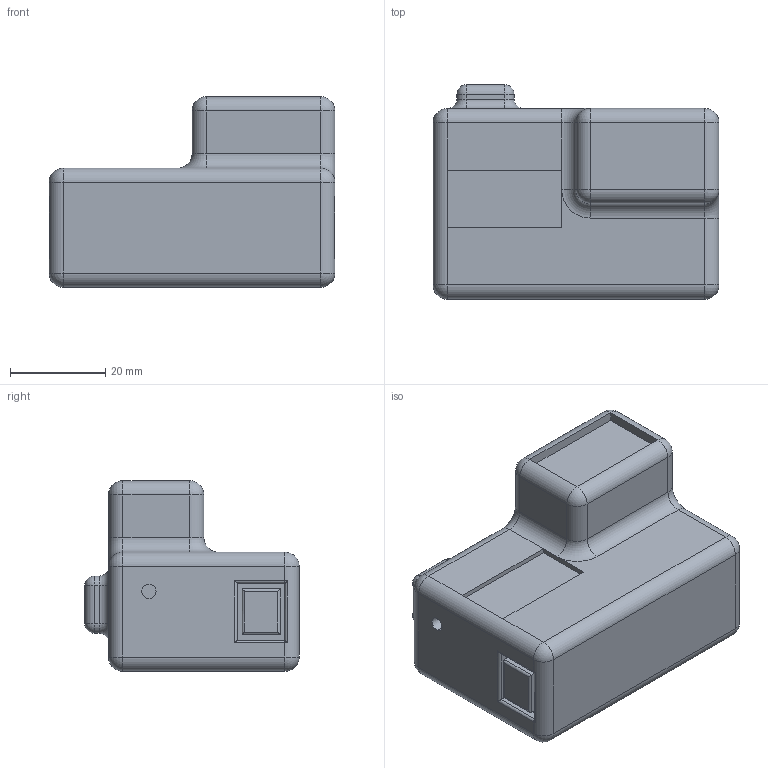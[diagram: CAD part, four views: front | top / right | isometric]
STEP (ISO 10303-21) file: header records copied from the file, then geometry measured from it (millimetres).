
FILE_DESCRIPTION (( 'STEP AP203' ), '1' );
FILE_NAME ('camera.STEP', '2019-06-03T11:39:18', ( '' ), ( '' ), 'SwSTEP 2.0', 'SolidWorks 2018', '' );
FILE_SCHEMA (( 'CONFIG_CONTROL_DESIGN' ));
Length unit declared in the file: millimetre
Products named in the file (1): camera
Bounding box: 60 x 45 x 40 mm (x, y, z)
Volume: 67251.7 mm3; surface area: 11478.8 mm2
Topology: 1 solids, 1 shells, 123 faces, 282 edges, 149 vertices
Faces by surface type: cylinder 51, plane 46, sphere 15, torus 11
Entity records: 3355 total; most frequent: CARTESIAN_POINT 604, DIRECTION 592, ORIENTED_EDGE 534, EDGE_CURVE 267, AXIS2_PLACEMENT_3D 217, VECTOR 158, LINE 158, VERTEX_POINT 149
